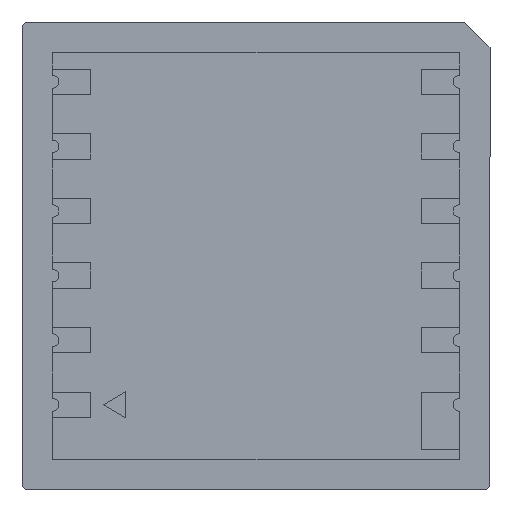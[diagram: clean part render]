
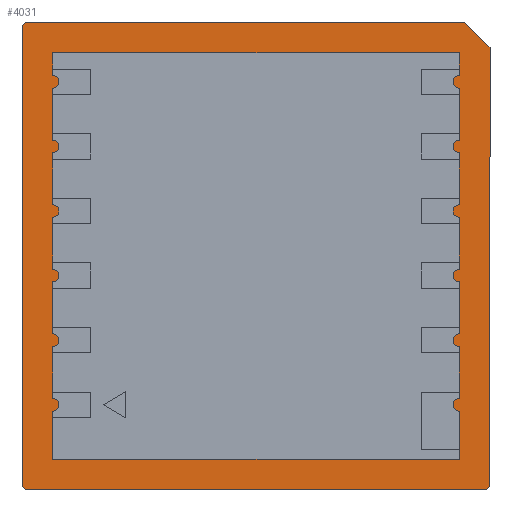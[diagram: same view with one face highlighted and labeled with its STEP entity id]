
A CAD part, front view. The second image highlights one B-rep face of the part: STEP entity #4031.
In plain terms, the highlighted planar face has unit normal (0, -1, 0).
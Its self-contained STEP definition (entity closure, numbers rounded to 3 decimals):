
#123 = DIRECTION ( 'NONE',  ( 0., 0., 1. ) ) ;
#610 = AXIS2_PLACEMENT_3D ( 'NONE', #11840, #2987, #1174 ) ;
#787 = ORIENTED_EDGE ( 'NONE', *, *, #5900, .F. ) ;
#840 = CIRCLE ( 'NONE', #1466, 0.25 ) ;
#974 = DIRECTION ( 'NONE',  ( 0., 0., 1. ) ) ;
#1102 = VECTOR ( 'NONE', #1516, 1000. ) ;
#1152 = VERTEX_POINT ( 'NONE', #2505 ) ;
#1174 = DIRECTION ( 'NONE',  ( 0., 0., 1. ) ) ;
#1216 = CARTESIAN_POINT ( 'NONE',  ( -9.2, 2.3, -9.2 ) ) ;
#1343 = CARTESIAN_POINT ( 'NONE',  ( 9.2, 2.3, -9.2 ) ) ;
#1423 = EDGE_CURVE ( 'NONE', #1476, #6502, #3339, .T. ) ;
#1466 = AXIS2_PLACEMENT_3D ( 'NONE', #2119, #4100, #123 ) ;
#1476 = VERTEX_POINT ( 'NONE', #3064 ) ;
#1516 = DIRECTION ( 'NONE',  ( 0., 0., -1. ) ) ;
#1525 = VECTOR ( 'NONE', #11134, 1000. ) ;
#1878 = CARTESIAN_POINT ( 'NONE',  ( -8.95, 2.3, 8.95 ) ) ;
#1890 = EDGE_CURVE ( 'NONE', #7199, #1152, #2205, .T. ) ;
#2091 = DIRECTION ( 'NONE',  ( 0., 0., 1. ) ) ;
#2119 = CARTESIAN_POINT ( 'NONE',  ( -8.95, 2.3, -8.95 ) ) ;
#2205 = LINE ( 'NONE', #3238, #1525 ) ;
#2386 = ORIENTED_EDGE ( 'NONE', *, *, #10305, .T. ) ;
#2440 = CARTESIAN_POINT ( 'NONE',  ( -9.2, 2.3, -8.95 ) ) ;
#2505 = CARTESIAN_POINT ( 'NONE',  ( 8.2, 2.3, 9.2 ) ) ;
#2652 = CIRCLE ( 'NONE', #8764, 0.25 ) ;
#2853 = EDGE_CURVE ( 'NONE', #6998, #3735, #7849, .T. ) ;
#2987 = DIRECTION ( 'NONE',  ( 0., -1., 0. ) ) ;
#3064 = CARTESIAN_POINT ( 'NONE',  ( 9.2, 2.3, 8.2 ) ) ;
#3077 = DIRECTION ( 'NONE',  ( -1., 0., 0. ) ) ;
#3149 = CARTESIAN_POINT ( 'NONE',  ( -9.2, 2.3, 8.95 ) ) ;
#3238 = CARTESIAN_POINT ( 'NONE',  ( -9.2, 2.3, 9.2 ) ) ;
#3339 = LINE ( 'NONE', #1343, #1102 ) ;
#3472 = ORIENTED_EDGE ( 'NONE', *, *, #1890, .F. ) ;
#3724 = EDGE_CURVE ( 'NONE', #7199, #8043, #2652, .T. ) ;
#3735 = VERTEX_POINT ( 'NONE', #5904 ) ;
#3849 = VERTEX_POINT ( 'NONE', #2440 ) ;
#4031 = ADVANCED_FACE ( 'NONE', ( #4415 ), #7221, .F. ) ;
#4100 = DIRECTION ( 'NONE',  ( 0., -1., 0. ) ) ;
#4205 = VECTOR ( 'NONE', #4334, 1000. ) ;
#4334 = DIRECTION ( 'NONE',  ( -0.707, 0., 0.707 ) ) ;
#4380 = ORIENTED_EDGE ( 'NONE', *, *, #8062, .T. ) ;
#4415 = FACE_OUTER_BOUND ( 'NONE', #5581, .T. ) ;
#4522 = AXIS2_PLACEMENT_3D ( 'NONE', #11087, #9350, #7332 ) ;
#4573 = LINE ( 'NONE', #7313, #4205 ) ;
#5057 = ORIENTED_EDGE ( 'NONE', *, *, #3724, .T. ) ;
#5181 = VECTOR ( 'NONE', #2091, 1000. ) ;
#5494 = CARTESIAN_POINT ( 'NONE',  ( -8.95, 2.3, 9.2 ) ) ;
#5581 = EDGE_LOOP ( 'NONE', ( #787, #4380, #11545, #6782, #7103, #2386, #3472, #5057 ) ) ;
#5842 = DIRECTION ( 'NONE',  ( 0., -1., 0. ) ) ;
#5900 = EDGE_CURVE ( 'NONE', #3849, #8043, #6060, .T. ) ;
#5904 = CARTESIAN_POINT ( 'NONE',  ( -8.95, 2.3, -9.2 ) ) ;
#6060 = LINE ( 'NONE', #9845, #5181 ) ;
#6394 = CARTESIAN_POINT ( 'NONE',  ( 9.2, 2.3, -8.95 ) ) ;
#6502 = VERTEX_POINT ( 'NONE', #6394 ) ;
#6782 = ORIENTED_EDGE ( 'NONE', *, *, #6887, .T. ) ;
#6887 = EDGE_CURVE ( 'NONE', #6998, #6502, #7155, .T. ) ;
#6998 = VERTEX_POINT ( 'NONE', #8195 ) ;
#7103 = ORIENTED_EDGE ( 'NONE', *, *, #1423, .F. ) ;
#7155 = CIRCLE ( 'NONE', #610, 0.25 ) ;
#7199 = VERTEX_POINT ( 'NONE', #5494 ) ;
#7221 = PLANE ( 'NONE',  #4522 ) ;
#7313 = CARTESIAN_POINT ( 'NONE',  ( 9.2, 2.3, 8.2 ) ) ;
#7332 = DIRECTION ( 'NONE',  ( 0., 0., 1. ) ) ;
#7849 = LINE ( 'NONE', #1216, #8328 ) ;
#8043 = VERTEX_POINT ( 'NONE', #3149 ) ;
#8062 = EDGE_CURVE ( 'NONE', #3849, #3735, #840, .T. ) ;
#8195 = CARTESIAN_POINT ( 'NONE',  ( 8.95, 2.3, -9.2 ) ) ;
#8328 = VECTOR ( 'NONE', #3077, 1000. ) ;
#8764 = AXIS2_PLACEMENT_3D ( 'NONE', #1878, #5842, #974 ) ;
#9350 = DIRECTION ( 'NONE',  ( 0., 1., 0. ) ) ;
#9845 = CARTESIAN_POINT ( 'NONE',  ( -9.2, 2.3, -9.2 ) ) ;
#10305 = EDGE_CURVE ( 'NONE', #1476, #1152, #4573, .T. ) ;
#11087 = CARTESIAN_POINT ( 'NONE',  ( 0., 2.3, 0. ) ) ;
#11134 = DIRECTION ( 'NONE',  ( 1., 0., 0. ) ) ;
#11545 = ORIENTED_EDGE ( 'NONE', *, *, #2853, .F. ) ;
#11840 = CARTESIAN_POINT ( 'NONE',  ( 8.95, 2.3, -8.95 ) ) ;
